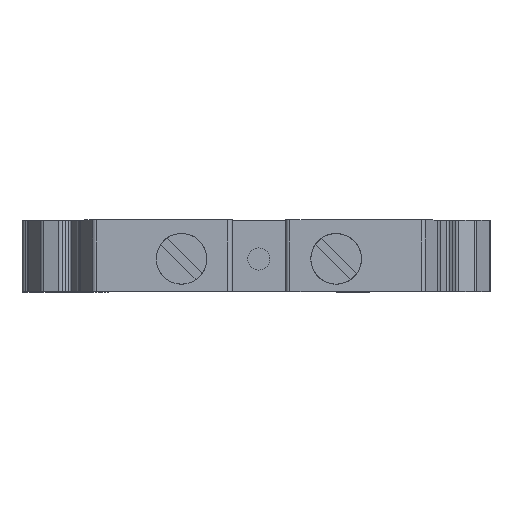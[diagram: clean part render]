
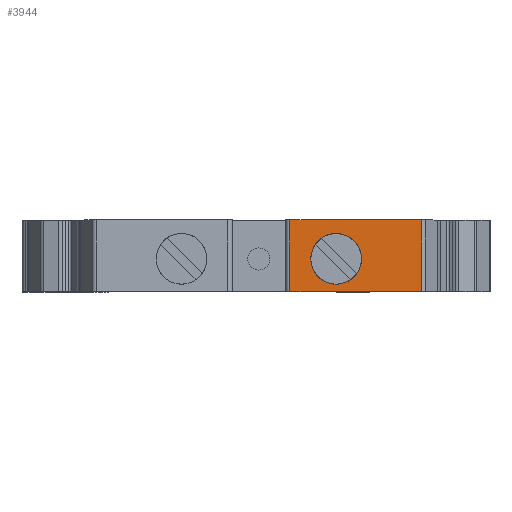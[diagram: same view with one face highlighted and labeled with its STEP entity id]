
A CAD part, top view. The second image highlights one B-rep face of the part: STEP entity #3944.
In plain terms, the highlighted planar face has unit normal (0, 0, 1).
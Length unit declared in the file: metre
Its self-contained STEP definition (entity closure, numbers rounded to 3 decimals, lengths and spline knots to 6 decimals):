
#101=FACE_BOUND('',#328,.T.);
#119=FACE_OUTER_BOUND('',#327,.T.);
#327=EDGE_LOOP('',(#2817,#2818,#2819,#2820));
#328=EDGE_LOOP('',(#2821));
#691=CIRCLE('',#4321,0.00285);
#770=LINE('',#5971,#1174);
#796=LINE('',#6084,#1200);
#879=LINE('',#6384,#1283);
#880=LINE('',#6385,#1284);
#1174=VECTOR('',#4739,0.014811);
#1200=VECTOR('',#4829,0.014811);
#1283=VECTOR('',#5068,0.008);
#1284=VECTOR('',#5069,0.008);
#1647=VERTEX_POINT('',#5968);
#1648=VERTEX_POINT('',#5970);
#1702=VERTEX_POINT('',#6081);
#1703=VERTEX_POINT('',#6083);
#1843=VERTEX_POINT('',#6386);
#2023=EDGE_CURVE('',#1648,#1647,#770,.T.);
#2080=EDGE_CURVE('',#1702,#1703,#796,.T.);
#2231=EDGE_CURVE('',#1703,#1647,#879,.T.);
#2232=EDGE_CURVE('',#1702,#1648,#880,.T.);
#2233=EDGE_CURVE('',#1843,#1843,#691,.T.);
#2817=ORIENTED_EDGE('',*,*,#2023,.T.);
#2818=ORIENTED_EDGE('',*,*,#2231,.F.);
#2819=ORIENTED_EDGE('',*,*,#2080,.F.);
#2820=ORIENTED_EDGE('',*,*,#2232,.T.);
#2821=ORIENTED_EDGE('',*,*,#2233,.F.);
#3613=PLANE('',#4320);
#3944=ADVANCED_FACE('',(#119,#101),#3613,.F.);
#4320=AXIS2_PLACEMENT_3D('',#6383,#5066,#5067);
#4321=AXIS2_PLACEMENT_3D('',#6387,#5070,#5071);
#4739=DIRECTION('',(1.,0.,0.));
#4829=DIRECTION('',(1.,0.,0.));
#5066=DIRECTION('center_axis',(0.,0.,-1.));
#5067=DIRECTION('ref_axis',(-1.,0.,0.));
#5068=DIRECTION('',(0.,-1.,0.));
#5069=DIRECTION('',(0.,-1.,0.));
#5070=DIRECTION('center_axis',(0.,0.,1.));
#5071=DIRECTION('ref_axis',(1.,0.,0.));
#5968=CARTESIAN_POINT('',(0.000961,0.,0.055549));
#5970=CARTESIAN_POINT('',(-0.01385,0.,0.055549));
#5971=CARTESIAN_POINT('',(-0.01385,0.,0.055549));
#6081=CARTESIAN_POINT('',(-0.01385,0.008,0.055549));
#6083=CARTESIAN_POINT('',(0.000961,0.008,0.055549));
#6084=CARTESIAN_POINT('',(-0.01385,0.008,0.055549));
#6383=CARTESIAN_POINT('Origin',(-0.0058,0.006,0.055549));
#6384=CARTESIAN_POINT('',(0.000961,0.008,0.055549));
#6385=CARTESIAN_POINT('',(-0.01385,0.008,0.055549));
#6386=CARTESIAN_POINT('',(-0.0058,0.003625,0.055549));
#6387=CARTESIAN_POINT('Origin',(-0.00865,0.003625,
0.055549));
